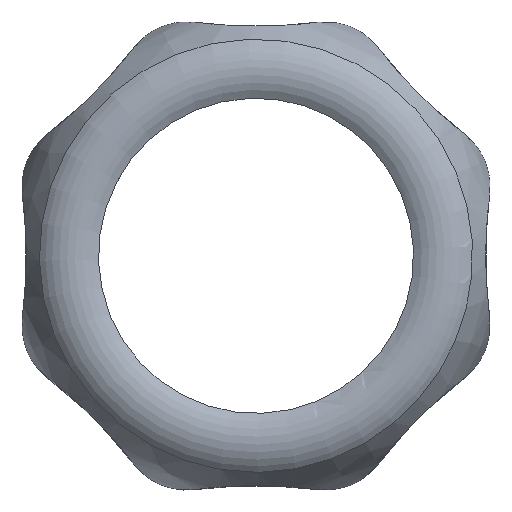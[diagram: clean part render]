
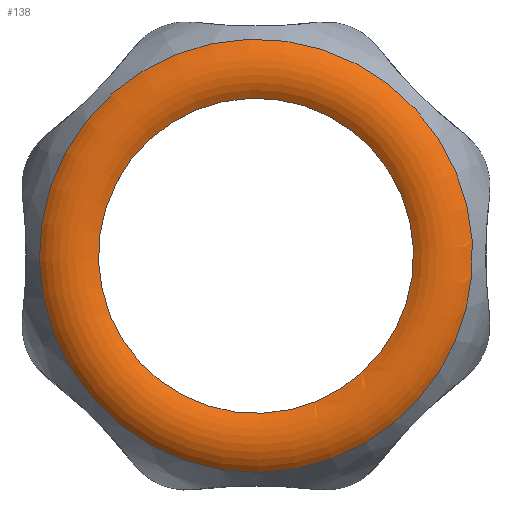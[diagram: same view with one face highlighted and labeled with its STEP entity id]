
A CAD part, top view. The second image highlights one B-rep face of the part: STEP entity #138.
In plain terms, the highlighted toroidal (fillet/blend) face has major radius 27.5 mm and minor radius 6.8 mm.
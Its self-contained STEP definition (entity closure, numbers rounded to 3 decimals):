
#138 = ADVANCED_FACE( '', ( #1842, #1843 ), #1844, .T. );
#1842 = FACE_OUTER_BOUND( '', #5143, .T. );
#1843 = FACE_OUTER_BOUND( '', #5144, .T. );
#1844 = TOROIDAL_SURFACE( '', #5145, 27.5, 6.8 );
#5143 = EDGE_LOOP( '', ( #10109 ) );
#5144 = EDGE_LOOP( '', ( #10110 ) );
#5145 = AXIS2_PLACEMENT_3D( '', #10111, #10112, #10113 );
#10109 = ORIENTED_EDGE( '', *, *, #24155, .F. );
#10110 = ORIENTED_EDGE( '', *, *, #24140, .T. );
#10111 = CARTESIAN_POINT( '', ( 0., 0., 15. ) );
#10112 = DIRECTION( '', ( 0., 0., 1. ) );
#10113 = DIRECTION( '', ( 0.924, 0.383, 0. ) );
#24140 = EDGE_CURVE( '', #30372, #30372, #30373, .T. );
#24155 = EDGE_CURVE( '', #30401, #30401, #30402, .T. );
#30372 = VERTEX_POINT( '', #43292 );
#30373 = CIRCLE( '', #43293, 32.308 );
#30401 = VERTEX_POINT( '', #43713 );
#30402 = CIRCLE( '', #43714, 23.5 );
#43292 = CARTESIAN_POINT( '', ( 29.849, 12.364, 19.808 ) );
#43293 = AXIS2_PLACEMENT_3D( '', #56044, #56045, #56046 );
#43713 = CARTESIAN_POINT( '', ( 21.711, 8.993, 20.499 ) );
#43714 = AXIS2_PLACEMENT_3D( '', #56047, #56048, #56049 );
#56044 = CARTESIAN_POINT( '', ( 0., 0., 19.808 ) );
#56045 = DIRECTION( '', ( 0., 0., 1. ) );
#56046 = DIRECTION( '', ( 0.924, 0.383, 0. ) );
#56047 = CARTESIAN_POINT( '', ( 0., 0., 20.499 ) );
#56048 = DIRECTION( '', ( 0., 0., 1. ) );
#56049 = DIRECTION( '', ( 0.924, 0.383, 0. ) );
